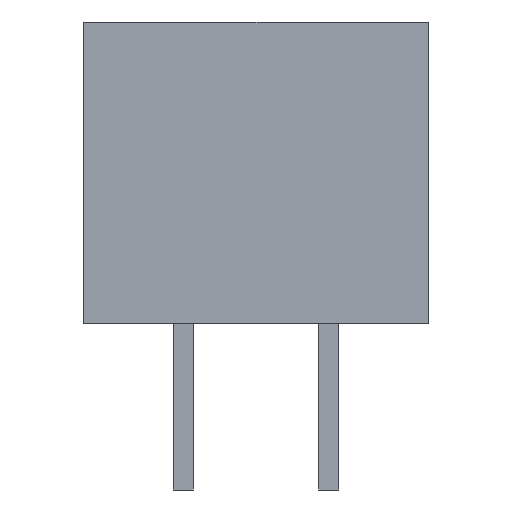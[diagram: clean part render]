
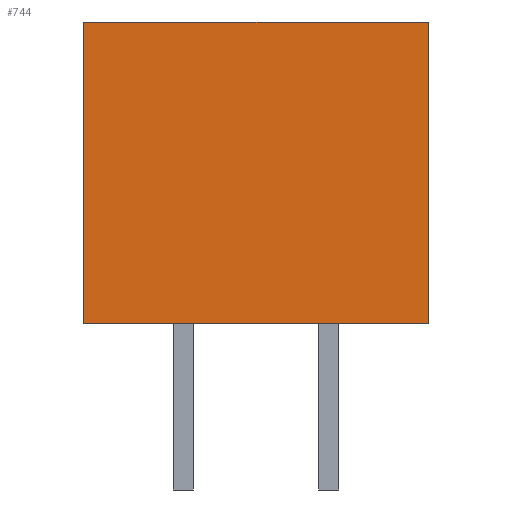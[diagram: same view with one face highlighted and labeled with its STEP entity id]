
A CAD part, left-side view. The second image highlights one B-rep face of the part: STEP entity #744.
In plain terms, the highlighted planar face has unit normal (-1, 0, 0).
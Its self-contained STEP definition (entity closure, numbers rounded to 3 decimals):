
#744=ADVANCED_FACE('',(#1700),#1222,.T.);
#1222=PLANE('',#8097);
#1700=FACE_OUTER_BOUND('',#2176,.T.);
#2176=EDGE_LOOP('',(#2665,#2666,#2667,#2668));
#2665=ORIENTED_EDGE('',*,*,#5223,.F.);
#2666=ORIENTED_EDGE('',*,*,#5224,.F.);
#2667=ORIENTED_EDGE('',*,*,#5225,.T.);
#2668=ORIENTED_EDGE('',*,*,#5226,.T.);
#4581=VERTEX_POINT('',#10513);
#4582=VERTEX_POINT('',#10514);
#4583=VERTEX_POINT('',#10516);
#4584=VERTEX_POINT('',#10518);
#5223=EDGE_CURVE('',#4581,#4582,#6183,.T.);
#5224=EDGE_CURVE('',#4583,#4581,#6184,.T.);
#5225=EDGE_CURVE('',#4583,#4584,#6185,.T.);
#5226=EDGE_CURVE('',#4584,#4582,#6186,.T.);
#6183=LINE('',#10512,#7143);
#6184=LINE('',#10515,#7144);
#6185=LINE('',#10517,#7145);
#6186=LINE('',#10519,#7146);
#7143=VECTOR('',#8590,1.);
#7144=VECTOR('',#8591,1.);
#7145=VECTOR('',#8592,1.);
#7146=VECTOR('',#8593,1.);
#8097=AXIS2_PLACEMENT_3D('',#10520,#8594,#8595);
#8590=DIRECTION('',(0.,0.,-1.));
#8591=DIRECTION('',(0.,-1.,0.));
#8592=DIRECTION('',(0.,0.,-1.));
#8593=DIRECTION('',(0.,-1.,0.));
#8594=DIRECTION('',(-1.,0.,0.));
#8595=DIRECTION('',(0.,0.,1.));
#10512=CARTESIAN_POINT('',(-19.16,-3.,5.25));
#10513=CARTESIAN_POINT('',(-19.16,-3.,5.25));
#10514=CARTESIAN_POINT('',(-19.16,-3.,0.));
#10515=CARTESIAN_POINT('',(-19.16,3.,5.25));
#10516=CARTESIAN_POINT('',(-19.16,3.,5.25));
#10517=CARTESIAN_POINT('',(-19.16,3.,5.25));
#10518=CARTESIAN_POINT('',(-19.16,3.,0.));
#10519=CARTESIAN_POINT('',(-19.16,3.,0.));
#10520=CARTESIAN_POINT('',(-19.16,3.,5.25));
